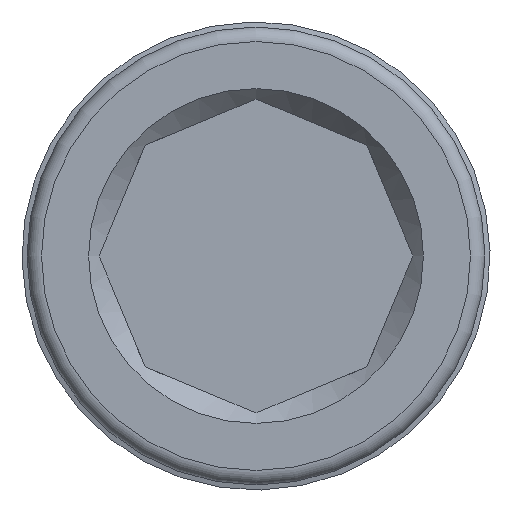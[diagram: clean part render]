
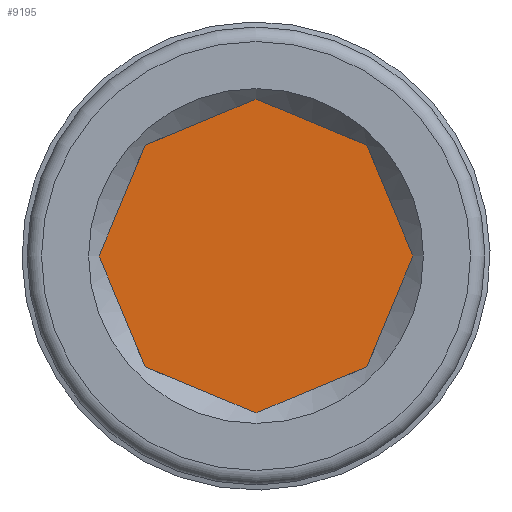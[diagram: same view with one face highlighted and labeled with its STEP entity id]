
A CAD part, left-side view. The second image highlights one B-rep face of the part: STEP entity #9195.
In plain terms, the highlighted planar face has unit normal (-1, 0, 0).
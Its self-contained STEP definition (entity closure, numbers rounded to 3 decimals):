
#1064=PLANE('',#9724);
#2070=FACE_OUTER_BOUND('',#2599,.T.);
#2599=EDGE_LOOP('',(#8646,#8647));
#3641=CIRCLE('',#9338,6.05);
#3642=CIRCLE('',#9339,6.05);
#4131=VERTEX_POINT('',#18704);
#4132=VERTEX_POINT('',#18705);
#5036=EDGE_CURVE('',#4131,#4132,#3641,.T.);
#5054=EDGE_CURVE('',#4132,#4131,#3642,.T.);
#8646=ORIENTED_EDGE('',*,*,#5036,.F.);
#8647=ORIENTED_EDGE('',*,*,#5054,.F.);
#9195=ADVANCED_FACE('',(#2070),#1064,.T.);
#9338=AXIS2_PLACEMENT_3D('',#18706,#10040,#10041);
#9339=AXIS2_PLACEMENT_3D('',#18772,#10043,#10044);
#9724=AXIS2_PLACEMENT_3D('',#64907,#11207,#11208);
#10040=DIRECTION('center_axis',(1.,0.,0.));
#10041=DIRECTION('ref_axis',(0.,-1.,0.));
#10043=DIRECTION('center_axis',(1.,0.,0.));
#10044=DIRECTION('ref_axis',(0.,-1.,0.));
#11207=DIRECTION('center_axis',(-1.,0.,0.));
#11208=DIRECTION('ref_axis',(0.,0.,1.));
#18704=CARTESIAN_POINT('',(8.,-6.05,0.));
#18705=CARTESIAN_POINT('',(8.,6.05,0.));
#18706=CARTESIAN_POINT('Origin',(8.,0.,0.));
#18772=CARTESIAN_POINT('Origin',(8.,0.,0.));
#64907=CARTESIAN_POINT('Origin',(8.,6.773,0.));
